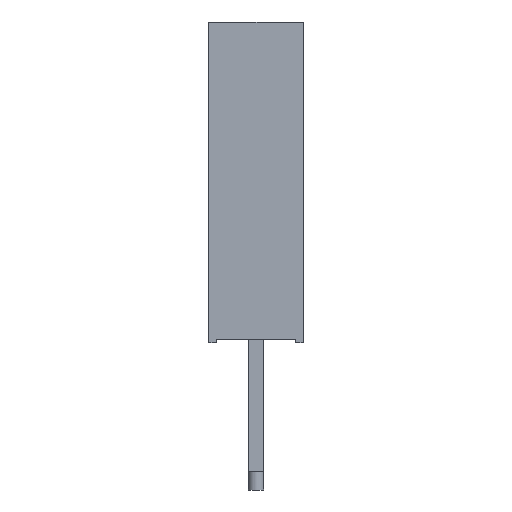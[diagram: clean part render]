
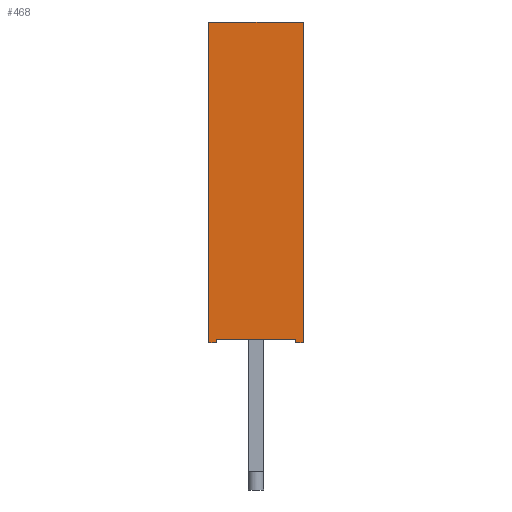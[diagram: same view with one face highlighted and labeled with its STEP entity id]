
A CAD part, left-side view. The second image highlights one B-rep face of the part: STEP entity #468.
In plain terms, the highlighted planar face has unit normal (-1, 0, 0).
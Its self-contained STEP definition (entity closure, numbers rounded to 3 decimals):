
#468=ADVANCED_FACE('',(#693),#695,.T.);
#693=FACE_BOUND('',#694,.T.);
#694=EDGE_LOOP('',(#859,#860,#861,#862,#863,#864,#865,#866));
#695=PLANE('',#696);
#696=AXIS2_PLACEMENT_3D('',#697,#698,#699);
#697=CARTESIAN_POINT('',(0.,2.5,0.));
#698=DIRECTION('',(-1.,0.,0.));
#699=DIRECTION('',(0.,-1.,0.));
#859=ORIENTED_EDGE('',*,*,#962,.T.);
#860=ORIENTED_EDGE('',*,*,#951,.T.);
#861=ORIENTED_EDGE('',*,*,#961,.T.);
#862=ORIENTED_EDGE('',*,*,#963,.T.);
#863=ORIENTED_EDGE('',*,*,#964,.T.);
#864=ORIENTED_EDGE('',*,*,#965,.F.);
#865=ORIENTED_EDGE('',*,*,#966,.F.);
#866=ORIENTED_EDGE('',*,*,#967,.T.);
#951=EDGE_CURVE('',#1028,#1026,#1029,.T.);
#961=EDGE_CURVE('',#1026,#1044,#1046,.F.);
#962=EDGE_CURVE('',#1047,#1028,#1048,.F.);
#963=EDGE_CURVE('',#1044,#1049,#1050,.T.);
#964=EDGE_CURVE('',#1049,#1051,#1052,.T.);
#965=EDGE_CURVE('',#1053,#1051,#1054,.T.);
#966=EDGE_CURVE('',#1055,#1053,#1056,.T.);
#967=EDGE_CURVE('',#1055,#1047,#1057,.T.);
#1026=VERTEX_POINT('',#1170);
#1028=VERTEX_POINT('',#1174);
#1029=LINE('',#1175,#1176);
#1044=VERTEX_POINT('',#1208);
#1046=LINE('',#1212,#1213);
#1047=VERTEX_POINT('',#1215);
#1048=LINE('',#1216,#1217);
#1049=VERTEX_POINT('',#1219);
#1050=LINE('',#1220,#1221);
#1051=VERTEX_POINT('',#1223);
#1052=LINE('',#1224,#1225);
#1053=VERTEX_POINT('',#1227);
#1054=LINE('',#1228,#1229);
#1055=VERTEX_POINT('',#1231);
#1056=LINE('',#1232,#1233);
#1057=LINE('',#1235,#1236);
#1170=CARTESIAN_POINT('',(0.,0.2,0.1));
#1174=CARTESIAN_POINT('',(0.,2.3,0.1));
#1175=CARTESIAN_POINT('',(0.,2.3,0.1));
#1176=VECTOR('',#1177,1.);
#1177=DIRECTION('',(0.,-1.,0.));
#1208=CARTESIAN_POINT('',(0.,0.2,0.));
#1212=CARTESIAN_POINT('',(0.,0.2,0.));
#1213=VECTOR('',#1214,1.);
#1214=DIRECTION('',(0.,0.,1.));
#1215=CARTESIAN_POINT('',(0.,2.3,0.));
#1216=CARTESIAN_POINT('',(0.,2.3,0.1));
#1217=VECTOR('',#1218,1.);
#1218=DIRECTION('',(0.,0.,-1.));
#1219=CARTESIAN_POINT('',(0.,0.,0.));
#1220=CARTESIAN_POINT('',(0.,0.2,0.));
#1221=VECTOR('',#1222,1.);
#1222=DIRECTION('',(0.,-1.,0.));
#1223=CARTESIAN_POINT('',(0.,0.,8.5));
#1224=CARTESIAN_POINT('',(0.,0.,0.));
#1225=VECTOR('',#1226,1.);
#1226=DIRECTION('',(0.,0.,1.));
#1227=CARTESIAN_POINT('',(0.,2.5,8.5));
#1228=CARTESIAN_POINT('',(0.,2.5,8.5));
#1229=VECTOR('',#1230,1.);
#1230=DIRECTION('',(0.,-1.,0.));
#1231=CARTESIAN_POINT('',(0.,2.5,0.));
#1232=CARTESIAN_POINT('',(0.,2.5,0.));
#1233=VECTOR('',#1234,1.);
#1234=DIRECTION('',(0.,0.,1.));
#1235=CARTESIAN_POINT('',(0.,2.5,0.));
#1236=VECTOR('',#1237,1.);
#1237=DIRECTION('',(0.,-1.,0.));
